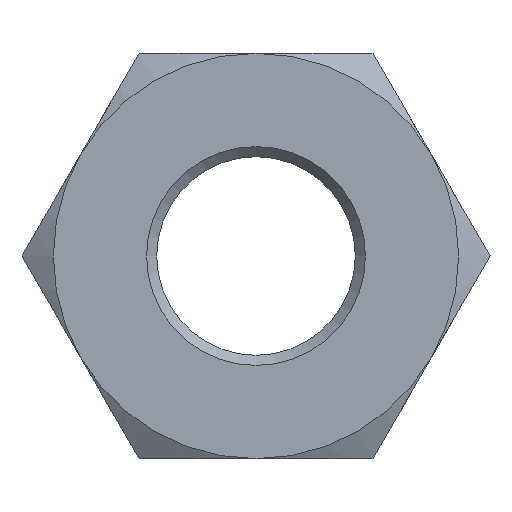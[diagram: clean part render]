
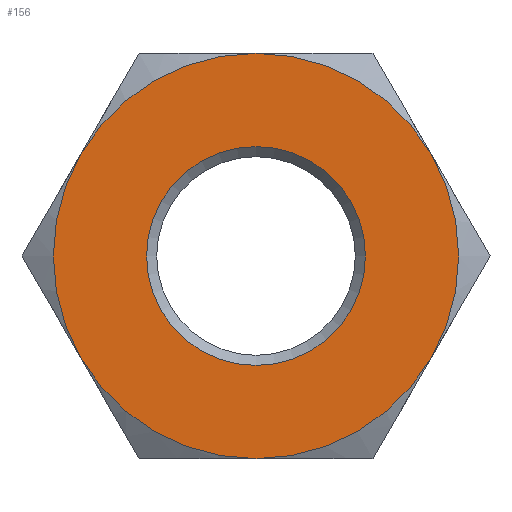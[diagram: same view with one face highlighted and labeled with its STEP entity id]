
A CAD part, front view. The second image highlights one B-rep face of the part: STEP entity #156.
In plain terms, the highlighted planar face has unit normal (0, -1, 0).
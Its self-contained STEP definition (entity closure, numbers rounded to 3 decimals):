
#17 = VERTEX_POINT ( 'NONE', #242 ) ;
#20 = CIRCLE ( 'NONE', #657, 30. ) ;
#31 = CIRCLE ( 'NONE', #662, 30. ) ;
#32 = CIRCLE ( 'NONE', #659, 30. ) ;
#34 = CIRCLE ( 'NONE', #665, 30. ) ;
#44 = CIRCLE ( 'NONE', #672, 16.2 ) ;
#45 = CIRCLE ( 'NONE', #666, 30. ) ;
#53 = CIRCLE ( 'NONE', #660, 30. ) ;
#104 = FACE_BOUND ( 'NONE', #797, .T. ) ;
#109 = FACE_OUTER_BOUND ( 'NONE', #712, .T. ) ;
#111 = VERTEX_POINT ( 'NONE', #533 ) ;
#113 = VERTEX_POINT ( 'NONE', #571 ) ;
#114 = VERTEX_POINT ( 'NONE', #561 ) ;
#117 = VERTEX_POINT ( 'NONE', #567 ) ;
#119 = VERTEX_POINT ( 'NONE', #528 ) ;
#134 = VERTEX_POINT ( 'NONE', #464 ) ;
#156 = ADVANCED_FACE ( 'NONE', ( #104, #109 ), #449, .T. ) ;
#242 = CARTESIAN_POINT ( 'NONE',  ( 0., 0., -16.2 ) ) ;
#324 = DIRECTION ( 'NONE',  ( 0., 0., 1. ) ) ;
#327 = DIRECTION ( 'NONE',  ( 0., -1., 0. ) ) ;
#328 = CARTESIAN_POINT ( 'NONE',  ( 0., 0., 0. ) ) ;
#388 = DIRECTION ( 'NONE',  ( 0., 0., 1. ) ) ;
#389 = DIRECTION ( 'NONE',  ( 0., -1., 0. ) ) ;
#390 = CARTESIAN_POINT ( 'NONE',  ( 0., 0., 0. ) ) ;
#395 = DIRECTION ( 'NONE',  ( 0., 0., 1. ) ) ;
#396 = DIRECTION ( 'NONE',  ( 0., -1., 0. ) ) ;
#397 = CARTESIAN_POINT ( 'NONE',  ( 0., 0., 0. ) ) ;
#409 = DIRECTION ( 'NONE',  ( 0., 0., 1. ) ) ;
#410 = DIRECTION ( 'NONE',  ( 0., -1., 0. ) ) ;
#411 = CARTESIAN_POINT ( 'NONE',  ( 0., 0., 0. ) ) ;
#416 = DIRECTION ( 'NONE',  ( 0., 0., 1. ) ) ;
#417 = DIRECTION ( 'NONE',  ( 0., -1., 0. ) ) ;
#418 = CARTESIAN_POINT ( 'NONE',  ( 0., 0., 0. ) ) ;
#434 = DIRECTION ( 'NONE',  ( 0., 0., -1. ) ) ;
#440 = DIRECTION ( 'NONE',  ( 0., -1., 0. ) ) ;
#449 = PLANE ( 'NONE',  #620 ) ;
#458 = CARTESIAN_POINT ( 'NONE',  ( -30.36, 0., 30.36 ) ) ;
#464 = CARTESIAN_POINT ( 'NONE',  ( 0., 0., -30. ) ) ;
#472 = DIRECTION ( 'NONE',  ( 0., 0., -1. ) ) ;
#473 = DIRECTION ( 'NONE',  ( 0., -1., 0. ) ) ;
#474 = CARTESIAN_POINT ( 'NONE',  ( 0., 0., 0. ) ) ;
#526 = DIRECTION ( 'NONE',  ( 0., 0., 1. ) ) ;
#527 = DIRECTION ( 'NONE',  ( 0., -1., 0. ) ) ;
#528 = CARTESIAN_POINT ( 'NONE',  ( 25.981, 0., 15. ) ) ;
#529 = CARTESIAN_POINT ( 'NONE',  ( 0., 0., 0. ) ) ;
#533 = CARTESIAN_POINT ( 'NONE',  ( 25.981, 0., -15. ) ) ;
#561 = CARTESIAN_POINT ( 'NONE',  ( -25.981, 0., 15. ) ) ;
#567 = CARTESIAN_POINT ( 'NONE',  ( 0., 0., 30. ) ) ;
#571 = CARTESIAN_POINT ( 'NONE',  ( -25.981, 0., -15. ) ) ;
#586 = EDGE_CURVE ( 'NONE', #117, #114, #53, .T. ) ;
#607 = EDGE_CURVE ( 'NONE', #17, #17, #44, .T. ) ;
#620 = AXIS2_PLACEMENT_3D ( 'NONE', #458, #440, #434 ) ;
#630 = EDGE_CURVE ( 'NONE', #113, #134, #45, .T. ) ;
#631 = EDGE_CURVE ( 'NONE', #134, #111, #34, .T. ) ;
#636 = EDGE_CURVE ( 'NONE', #111, #119, #31, .T. ) ;
#637 = EDGE_CURVE ( 'NONE', #114, #113, #32, .T. ) ;
#657 = AXIS2_PLACEMENT_3D ( 'NONE', #328, #327, #324 ) ;
#659 = AXIS2_PLACEMENT_3D ( 'NONE', #390, #389, #388 ) ;
#660 = AXIS2_PLACEMENT_3D ( 'NONE', #529, #527, #526 ) ;
#662 = AXIS2_PLACEMENT_3D ( 'NONE', #397, #396, #395 ) ;
#665 = AXIS2_PLACEMENT_3D ( 'NONE', #411, #410, #409 ) ;
#666 = AXIS2_PLACEMENT_3D ( 'NONE', #418, #417, #416 ) ;
#672 = AXIS2_PLACEMENT_3D ( 'NONE', #474, #473, #472 ) ;
#679 = EDGE_CURVE ( 'NONE', #119, #117, #20, .T. ) ;
#712 = EDGE_LOOP ( 'NONE', ( #724, #723, #722, #758, #730, #734 ) ) ;
#722 = ORIENTED_EDGE ( 'NONE', *, *, #631, .T. ) ;
#723 = ORIENTED_EDGE ( 'NONE', *, *, #630, .T. ) ;
#724 = ORIENTED_EDGE ( 'NONE', *, *, #637, .T. ) ;
#725 = ORIENTED_EDGE ( 'NONE', *, *, #607, .F. ) ;
#730 = ORIENTED_EDGE ( 'NONE', *, *, #679, .T. ) ;
#734 = ORIENTED_EDGE ( 'NONE', *, *, #586, .T. ) ;
#758 = ORIENTED_EDGE ( 'NONE', *, *, #636, .T. ) ;
#797 = EDGE_LOOP ( 'NONE', ( #725 ) ) ;
